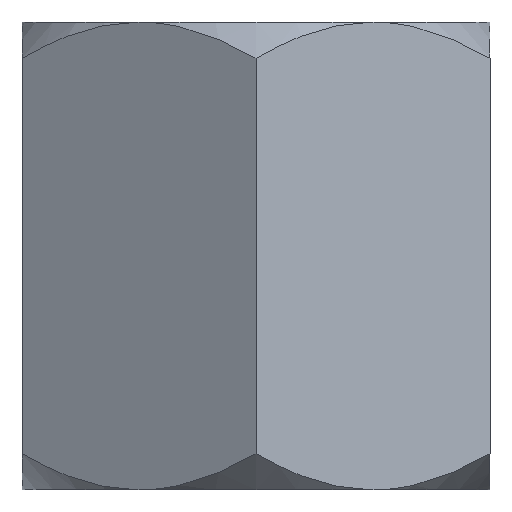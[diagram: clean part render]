
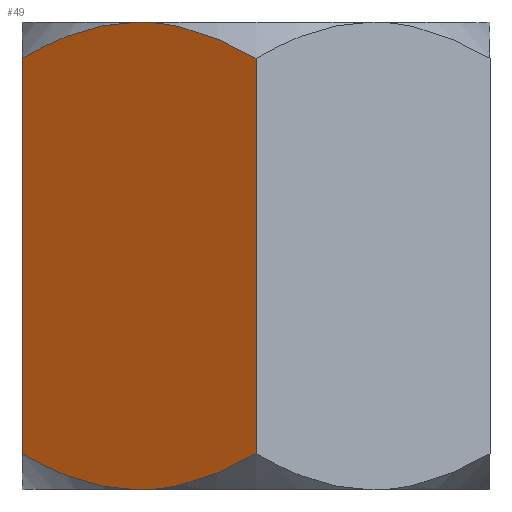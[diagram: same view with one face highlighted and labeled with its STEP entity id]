
A CAD part, left-side view. The second image highlights one B-rep face of the part: STEP entity #49.
In plain terms, the highlighted planar face has unit normal (-0.866, 0.5, 0).
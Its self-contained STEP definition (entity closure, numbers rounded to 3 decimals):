
#49 = ADVANCED_FACE( '', ( #113 ), #114, .F. );
#113 = FACE_OUTER_BOUND( '', #194, .T. );
#114 = PLANE( '', #195 );
#194 = EDGE_LOOP( '', ( #273, #274, #275, #276, #277, #278 ) );
#195 = AXIS2_PLACEMENT_3D( '', #279, #280, #281 );
#273 = ORIENTED_EDGE( '', *, *, #454, .F. );
#274 = ORIENTED_EDGE( '', *, *, #455, .F. );
#275 = ORIENTED_EDGE( '', *, *, #456, .T. );
#276 = ORIENTED_EDGE( '', *, *, #457, .T. );
#277 = ORIENTED_EDGE( '', *, *, #458, .T. );
#278 = ORIENTED_EDGE( '', *, *, #459, .F. );
#279 = CARTESIAN_POINT( '', ( -1.443, 2.5, 2.5 ) );
#280 = DIRECTION( '', ( 0.866, -0.5, 0. ) );
#281 = DIRECTION( '', ( 0.5, 0.866, 0. ) );
#454 = EDGE_CURVE( '', #526, #527, #528, .T. );
#455 = EDGE_CURVE( '', #529, #526, #530, .T. );
#456 = EDGE_CURVE( '', #529, #531, #532, .T. );
#457 = EDGE_CURVE( '', #531, #533, #534, .T. );
#458 = EDGE_CURVE( '', #533, #535, #536, .T. );
#459 = EDGE_CURVE( '', #527, #535, #537, .T. );
#526 = VERTEX_POINT( '', #637 );
#527 = VERTEX_POINT( '', #638 );
#528 = B_SPLINE_CURVE_WITH_KNOTS( '', 3, ( #639, #640, #641, #642, #643, #644, #645, #646 ), .UNSPECIFIED., .F., .F., ( 4, 2, 2, 4 ), ( 0., 0.001, 0.001, 0.001 ), .UNSPECIFIED. );
#529 = VERTEX_POINT( '', #647 );
#530 = LINE( '', #648, #649 );
#531 = VERTEX_POINT( '', #650 );
#532 = B_SPLINE_CURVE_WITH_KNOTS( '', 3, ( #651, #652, #653, #654, #655, #656, #657, #658 ), .UNSPECIFIED., .F., .F., ( 4, 2, 2, 4 ), ( 0., 0.001, 0.001, 0.001 ), .UNSPECIFIED. );
#533 = VERTEX_POINT( '', #659 );
#534 = B_SPLINE_CURVE_WITH_KNOTS( '', 3, ( #660, #661, #662, #663, #664, #665 ), .UNSPECIFIED., .F., .F., ( 4, 2, 4 ), ( 0.001, 0.002, 0.003 ), .UNSPECIFIED. );
#535 = VERTEX_POINT( '', #666 );
#536 = LINE( '', #667, #668 );
#537 = B_SPLINE_CURVE_WITH_KNOTS( '', 3, ( #669, #670, #671, #672, #673, #674 ), .UNSPECIFIED., .F., .F., ( 4, 2, 4 ), ( 0.001, 0.002, 0.003 ), .UNSPECIFIED. );
#637 = CARTESIAN_POINT( '', ( -2.887, 0., -2.113 ) );
#638 = CARTESIAN_POINT( '', ( -2.165, 1.25, -2.5 ) );
#639 = CARTESIAN_POINT( '', ( -2.887, 0., -2.113 ) );
#640 = CARTESIAN_POINT( '', ( -2.774, 0.196, -2.226 ) );
#641 = CARTESIAN_POINT( '', ( -2.658, 0.396, -2.323 ) );
#642 = CARTESIAN_POINT( '', ( -2.478, 0.708, -2.425 ) );
#643 = CARTESIAN_POINT( '', ( -2.417, 0.814, -2.453 ) );
#644 = CARTESIAN_POINT( '', ( -2.292, 1.029, -2.49 ) );
#645 = CARTESIAN_POINT( '', ( -2.228, 1.141, -2.5 ) );
#646 = CARTESIAN_POINT( '', ( -2.165, 1.25, -2.5 ) );
#647 = CARTESIAN_POINT( '', ( -2.887, 0., 2.113 ) );
#648 = CARTESIAN_POINT( '', ( -2.887, 0., 2.5 ) );
#649 = VECTOR( '', #865, 1000. );
#650 = CARTESIAN_POINT( '', ( -2.165, 1.25, 2.5 ) );
#651 = CARTESIAN_POINT( '', ( -2.887, 0., 2.113 ) );
#652 = CARTESIAN_POINT( '', ( -2.774, 0.196, 2.226 ) );
#653 = CARTESIAN_POINT( '', ( -2.658, 0.396, 2.323 ) );
#654 = CARTESIAN_POINT( '', ( -2.478, 0.708, 2.425 ) );
#655 = CARTESIAN_POINT( '', ( -2.417, 0.814, 2.453 ) );
#656 = CARTESIAN_POINT( '', ( -2.292, 1.029, 2.49 ) );
#657 = CARTESIAN_POINT( '', ( -2.228, 1.141, 2.5 ) );
#658 = CARTESIAN_POINT( '', ( -2.165, 1.25, 2.5 ) );
#659 = CARTESIAN_POINT( '', ( -1.443, 2.5, 2.113 ) );
#660 = CARTESIAN_POINT( '', ( -2.165, 1.25, 2.5 ) );
#661 = CARTESIAN_POINT( '', ( -2.04, 1.467, 2.5 ) );
#662 = CARTESIAN_POINT( '', ( -1.916, 1.681, 2.462 ) );
#663 = CARTESIAN_POINT( '', ( -1.673, 2.103, 2.323 ) );
#664 = CARTESIAN_POINT( '', ( -1.556, 2.304, 2.226 ) );
#665 = CARTESIAN_POINT( '', ( -1.443, 2.5, 2.113 ) );
#666 = CARTESIAN_POINT( '', ( -1.443, 2.5, -2.113 ) );
#667 = CARTESIAN_POINT( '', ( -1.443, 2.5, 2.5 ) );
#668 = VECTOR( '', #866, 1000. );
#669 = CARTESIAN_POINT( '', ( -2.165, 1.25, -2.5 ) );
#670 = CARTESIAN_POINT( '', ( -2.04, 1.467, -2.5 ) );
#671 = CARTESIAN_POINT( '', ( -1.916, 1.681, -2.462 ) );
#672 = CARTESIAN_POINT( '', ( -1.673, 2.103, -2.323 ) );
#673 = CARTESIAN_POINT( '', ( -1.556, 2.304, -2.226 ) );
#674 = CARTESIAN_POINT( '', ( -1.443, 2.5, -2.113 ) );
#865 = DIRECTION( '', ( 0., 0., -1. ) );
#866 = DIRECTION( '', ( 0., 0., -1. ) );
